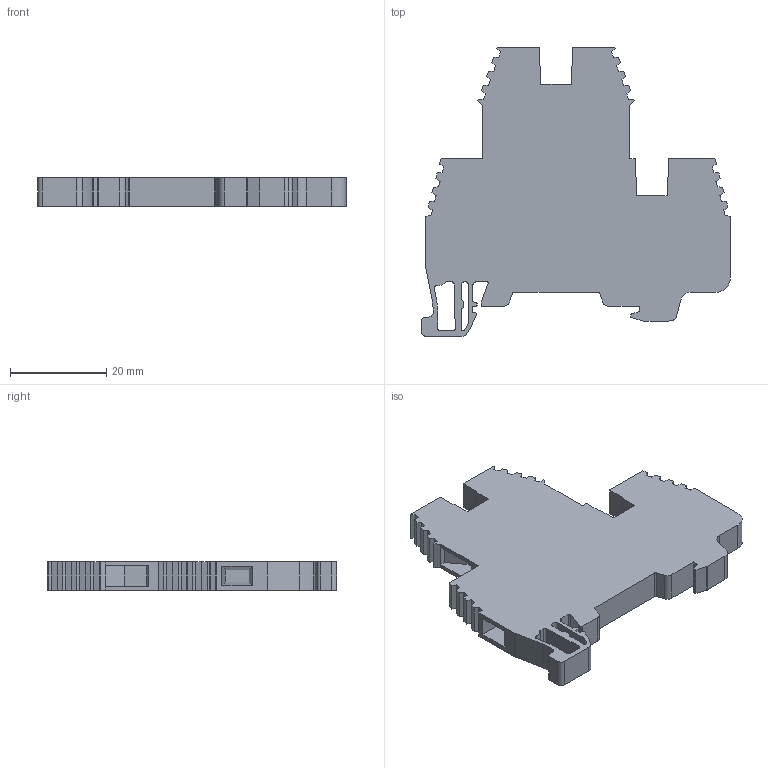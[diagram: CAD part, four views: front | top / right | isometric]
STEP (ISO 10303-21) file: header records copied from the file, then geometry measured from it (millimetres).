
FILE_DESCRIPTION (( 'STEP AP203' ), '1' );
FILE_NAME ('KN-D10GRY.STEP', '2015-12-07T20:30:39', ( '' ), ( '' ), 'SwSTEP 2.0', 'SolidWorks 2015', '' );
FILE_SCHEMA (( 'CONFIG_CONTROL_DESIGN' ));
Length unit declared in the file: inch
Products named in the file (1): KN-D10GRY
Bounding box: 64.03 x 60 x 6 mm (x, y, z)
Volume: 13659.2 mm3; surface area: 7431.8 mm2
Topology: 1 solids, 1 shells, 235 faces, 677 edges, 450 vertices
Faces by surface type: plane 192, cylinder 43
Entity records: 7712 total; most frequent: CARTESIAN_POINT 1363, ORIENTED_EDGE 1354, DIRECTION 1235, EDGE_CURVE 677, VECTOR 591, LINE 591, VERTEX_POINT 450, AXIS2_PLACEMENT_3D 322
